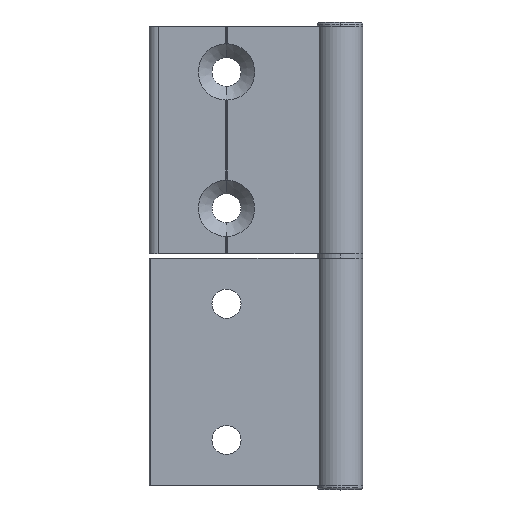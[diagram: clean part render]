
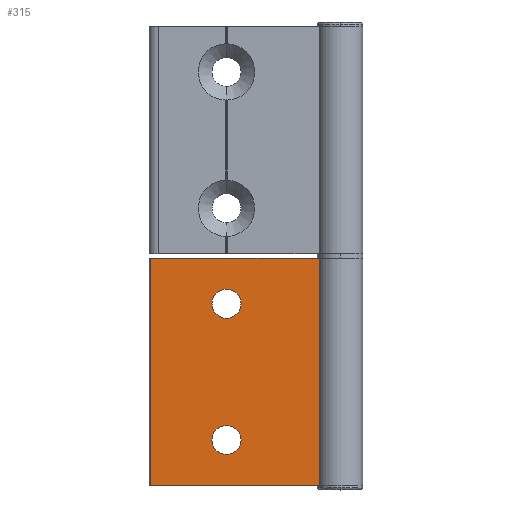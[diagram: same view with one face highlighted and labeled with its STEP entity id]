
A CAD part, top view. The second image highlights one B-rep face of the part: STEP entity #315.
In plain terms, the highlighted face is planar.
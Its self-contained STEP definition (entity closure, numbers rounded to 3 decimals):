
#16 = CARTESIAN_POINT ( 'NONE',  ( 25., -2., 18.2 ) ) ;
#19 = CARTESIAN_POINT ( 'NONE',  ( 41.7, -2., 25. ) ) ;
#64 = ORIENTED_EDGE ( 'NONE', *, *, #1374, .F. ) ;
#66 = CARTESIAN_POINT ( 'NONE',  ( 4.583, -2., 25. ) ) ;
#70 = EDGE_CURVE ( 'NONE', #2276, #206, #577, .T. ) ;
#184 = VERTEX_POINT ( 'NONE', #836 ) ;
#195 = VERTEX_POINT ( 'NONE', #1353 ) ;
#206 = VERTEX_POINT ( 'NONE', #16 ) ;
#268 = ORIENTED_EDGE ( 'NONE', *, *, #1498, .F. ) ;
#290 = CARTESIAN_POINT ( 'NONE',  ( 25., -2., -18.2 ) ) ;
#299 = FACE_OUTER_BOUND ( 'NONE', #1671, .T. ) ;
#315 = ADVANCED_FACE ( 'NONE', ( #299, #1048, #803 ), #2977, .F. ) ;
#358 = ORIENTED_EDGE ( 'NONE', *, *, #887, .F. ) ;
#374 = ORIENTED_EDGE ( 'NONE', *, *, #2453, .F. ) ;
#493 = EDGE_CURVE ( 'NONE', #1475, #195, #2248, .T. ) ;
#494 = DIRECTION ( 'NONE',  ( -1., 0., 0. ) ) ;
#564 = DIRECTION ( 'NONE',  ( 0., 0., 1. ) ) ;
#577 = CIRCLE ( 'NONE', #1828, 3.2 ) ;
#738 = CARTESIAN_POINT ( 'NONE',  ( 4.583, -2., 25. ) ) ;
#748 = ORIENTED_EDGE ( 'NONE', *, *, #70, .F. ) ;
#803 = FACE_BOUND ( 'NONE', #838, .T. ) ;
#811 = DIRECTION ( 'NONE',  ( 0., 0., 1. ) ) ;
#836 = CARTESIAN_POINT ( 'NONE',  ( 4.583, -2., -25. ) ) ;
#838 = EDGE_LOOP ( 'NONE', ( #358, #374 ) ) ;
#886 = CIRCLE ( 'NONE', #2144, 3.2 ) ;
#887 = EDGE_CURVE ( 'NONE', #3053, #1278, #2980, .T. ) ;
#907 = AXIS2_PLACEMENT_3D ( 'NONE', #2635, #1964, #1394 ) ;
#992 = VECTOR ( 'NONE', #2152, 1000. ) ;
#1048 = FACE_BOUND ( 'NONE', #1362, .T. ) ;
#1171 = ORIENTED_EDGE ( 'NONE', *, *, #493, .F. ) ;
#1240 = VERTEX_POINT ( 'NONE', #2256 ) ;
#1278 = VERTEX_POINT ( 'NONE', #290 ) ;
#1301 = EDGE_CURVE ( 'NONE', #1240, #184, #2220, .T. ) ;
#1353 = CARTESIAN_POINT ( 'NONE',  ( 41.7, -2., 25. ) ) ;
#1359 = CARTESIAN_POINT ( 'NONE',  ( 25., -2., -11.8 ) ) ;
#1362 = EDGE_LOOP ( 'NONE', ( #64, #748 ) ) ;
#1369 = CARTESIAN_POINT ( 'NONE',  ( 25., -2., 15. ) ) ;
#1374 = EDGE_CURVE ( 'NONE', #206, #2276, #886, .T. ) ;
#1394 = DIRECTION ( 'NONE',  ( 0., 0., 1. ) ) ;
#1417 = LINE ( 'NONE', #1640, #992 ) ;
#1419 = AXIS2_PLACEMENT_3D ( 'NONE', #3098, #2323, #2093 ) ;
#1475 = VERTEX_POINT ( 'NONE', #2883 ) ;
#1498 = EDGE_CURVE ( 'NONE', #184, #1475, #1417, .T. ) ;
#1537 = VECTOR ( 'NONE', #2438, 1000. ) ;
#1542 = CIRCLE ( 'NONE', #907, 3.2 ) ;
#1640 = CARTESIAN_POINT ( 'NONE',  ( 4.583, -2., 25. ) ) ;
#1671 = EDGE_LOOP ( 'NONE', ( #3082, #1171, #268, #2449 ) ) ;
#1805 = CARTESIAN_POINT ( 'NONE',  ( 25., -2., 11.8 ) ) ;
#1807 = CARTESIAN_POINT ( 'NONE',  ( 25., -2., 15. ) ) ;
#1828 = AXIS2_PLACEMENT_3D ( 'NONE', #1807, #2804, #564 ) ;
#1964 = DIRECTION ( 'NONE',  ( 0., -1., 0. ) ) ;
#2093 = DIRECTION ( 'NONE',  ( 0., 0., 1. ) ) ;
#2115 = EDGE_CURVE ( 'NONE', #195, #1240, #2721, .T. ) ;
#2144 = AXIS2_PLACEMENT_3D ( 'NONE', #1369, #2855, #811 ) ;
#2152 = DIRECTION ( 'NONE',  ( 0., 0., 1. ) ) ;
#2220 = LINE ( 'NONE', #2757, #3027 ) ;
#2248 = LINE ( 'NONE', #66, #2566 ) ;
#2256 = CARTESIAN_POINT ( 'NONE',  ( 41.7, -2., -25. ) ) ;
#2276 = VERTEX_POINT ( 'NONE', #1805 ) ;
#2323 = DIRECTION ( 'NONE',  ( 0., -1., 0. ) ) ;
#2438 = DIRECTION ( 'NONE',  ( 0., 0., -1. ) ) ;
#2449 = ORIENTED_EDGE ( 'NONE', *, *, #1301, .F. ) ;
#2453 = EDGE_CURVE ( 'NONE', #1278, #3053, #1542, .T. ) ;
#2482 = DIRECTION ( 'NONE',  ( -1., 0., 0. ) ) ;
#2566 = VECTOR ( 'NONE', #2930, 1000. ) ;
#2635 = CARTESIAN_POINT ( 'NONE',  ( 25., -2., -15. ) ) ;
#2721 = LINE ( 'NONE', #19, #1537 ) ;
#2735 = DIRECTION ( 'NONE',  ( 0., 1., 0. ) ) ;
#2757 = CARTESIAN_POINT ( 'NONE',  ( 4.583, -2., -25. ) ) ;
#2804 = DIRECTION ( 'NONE',  ( 0., -1., 0. ) ) ;
#2855 = DIRECTION ( 'NONE',  ( 0., -1., 0. ) ) ;
#2883 = CARTESIAN_POINT ( 'NONE',  ( 4.583, -2., 25. ) ) ;
#2930 = DIRECTION ( 'NONE',  ( 1., 0., 0. ) ) ;
#2977 = PLANE ( 'NONE',  #3020 ) ;
#2980 = CIRCLE ( 'NONE', #1419, 3.2 ) ;
#3020 = AXIS2_PLACEMENT_3D ( 'NONE', #738, #2735, #494 ) ;
#3027 = VECTOR ( 'NONE', #2482, 1000. ) ;
#3053 = VERTEX_POINT ( 'NONE', #1359 ) ;
#3082 = ORIENTED_EDGE ( 'NONE', *, *, #2115, .F. ) ;
#3098 = CARTESIAN_POINT ( 'NONE',  ( 25., -2., -15. ) ) ;
